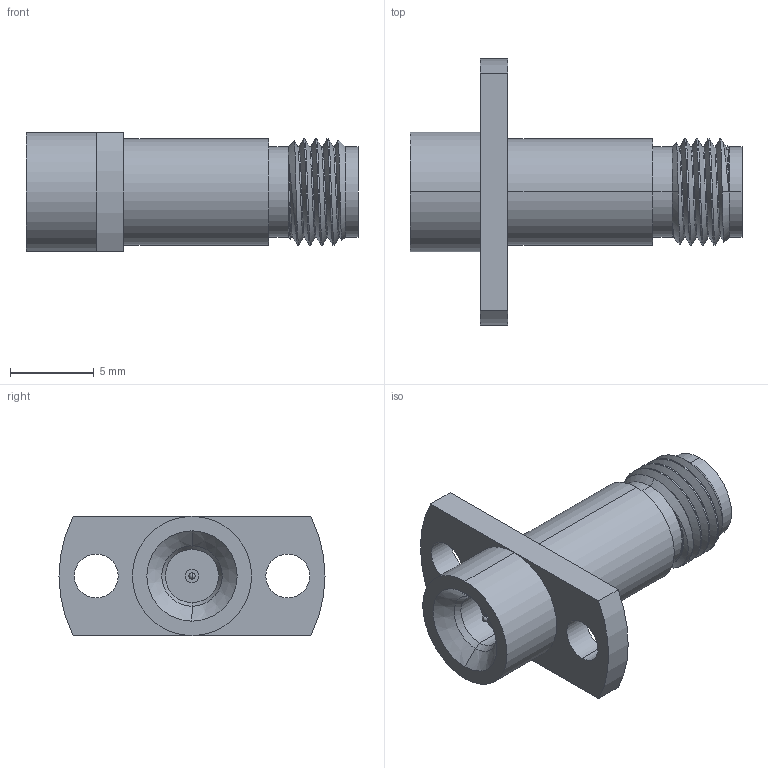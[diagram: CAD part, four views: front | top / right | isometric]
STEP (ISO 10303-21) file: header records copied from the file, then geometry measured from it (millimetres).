
FILE_DESCRIPTION (( 'STEP AP214' ), '1' );
FILE_NAME ('SM8836_3D.STEP', '2022-03-15T21:45:37', ( '' ), ( '' ), 'SwSTEP 2.0', 'SolidWorks 2021', '' );
FILE_SCHEMA (( 'AUTOMOTIVE_DESIGN' ));
Length unit declared in the file: inch
Products named in the file (1): SM8836_3D
Bounding box: 19.81 x 15.88 x 7.14 mm (x, y, z)
Volume: 674 mm3; surface area: 765.2 mm2
Topology: 1 solids, 1 shells, 63 faces, 147 edges, 93 vertices
Faces by surface type: cylinder 34, cone 12, plane 12, bspline 3, sphere 2
Entity records: 2596 total; most frequent: CARTESIAN_POINT 1155, DIRECTION 301, ORIENTED_EDGE 286, EDGE_CURVE 143, AXIS2_PLACEMENT_3D 125, VERTEX_POINT 91, EDGE_LOOP 76, CIRCLE 64
